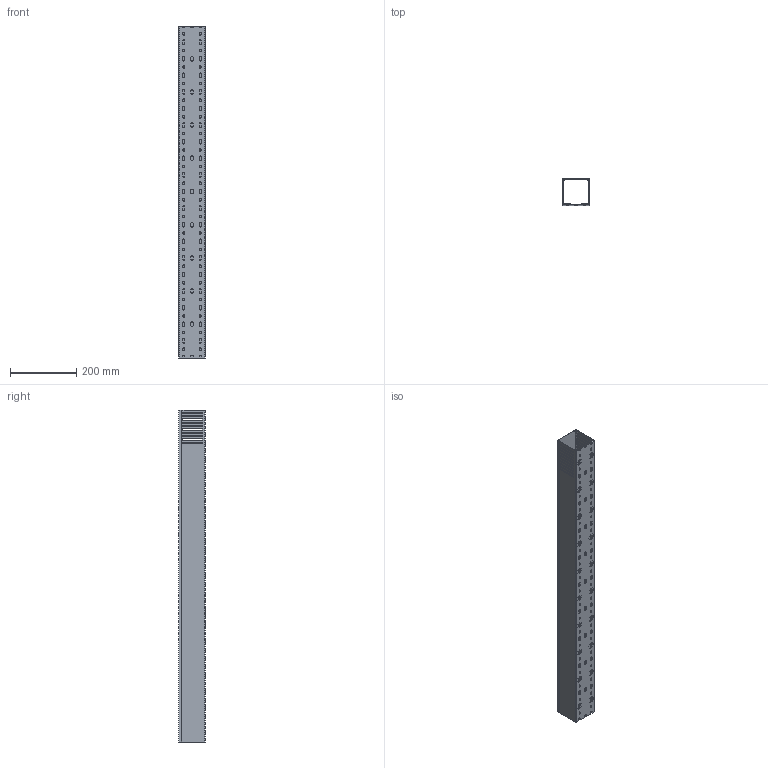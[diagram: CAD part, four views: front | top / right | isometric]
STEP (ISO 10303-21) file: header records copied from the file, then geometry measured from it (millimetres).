
FILE_DESCRIPTION (( 'STEP AP203' ), '1' );
FILE_NAME ('T1E-3030G1-1.step', '2023-06-22T20:21:49', ( '' ), ( '' ), 'SwSTEP 2.0', 'SolidWorks 2021', '' );
FILE_SCHEMA (( 'CONFIG_CONTROL_DESIGN' ));
Length unit declared in the file: millimetre
Products named in the file (1): T1E-3030G1-1
Bounding box: 80 x 80 x 1000 mm (x, y, z)
Volume: 561392.7 mm3; surface area: 664586.8 mm2
Topology: 2 solids, 2 shells, 1063 faces, 3117 edges, 2078 vertices
Faces by surface type: plane 562, cylinder 461, cone 40
Entity records: 35916 total; most frequent: CARTESIAN_POINT 6499, ORIENTED_EDGE 6234, DIRECTION 6127, EDGE_CURVE 3117, VERTEX_POINT 2078, LINE 2075, VECTOR 2075, AXIS2_PLACEMENT_3D 2026
